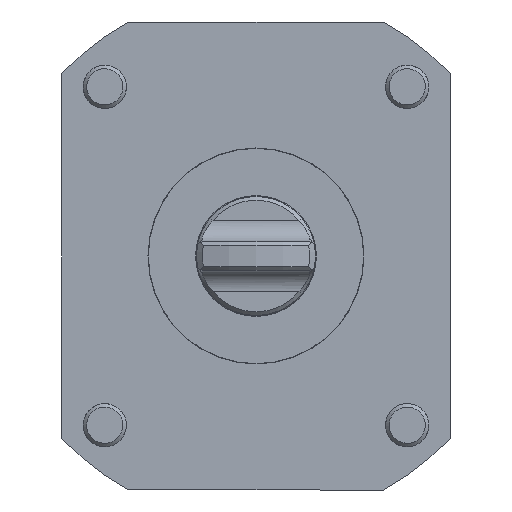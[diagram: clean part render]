
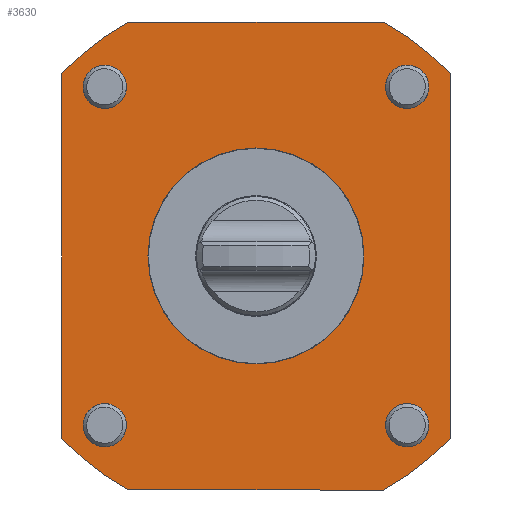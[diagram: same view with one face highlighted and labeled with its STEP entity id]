
A CAD part, front view. The second image highlights one B-rep face of the part: STEP entity #3630.
In plain terms, the highlighted planar face has unit normal (0, -1, 0).
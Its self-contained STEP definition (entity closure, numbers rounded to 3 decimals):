
#264 = ORIENTED_EDGE ( 'NONE', *, *, #8742, .T. ) ;
#344 = CARTESIAN_POINT ( 'NONE',  ( 0., 0., 0. ) ) ;
#493 = CARTESIAN_POINT ( 'NONE',  ( 0., 0., 0. ) ) ;
#761 = AXIS2_PLACEMENT_3D ( 'NONE', #24972, #23122, #23253 ) ;
#873 = CARTESIAN_POINT ( 'NONE',  ( 54., 0., 50.596 ) ) ;
#1072 = EDGE_CURVE ( 'NONE', #23063, #18259, #13798, .T. ) ;
#1183 = VECTOR ( 'NONE', #14951, 1000. ) ;
#1215 = ORIENTED_EDGE ( 'NONE', *, *, #12715, .F. ) ;
#1230 = DIRECTION ( 'NONE',  ( 0., -1., 0. ) ) ;
#1462 = VERTEX_POINT ( 'NONE', #18071 ) ;
#1483 = EDGE_CURVE ( 'NONE', #2374, #2374, #19492, .T. ) ;
#1544 = EDGE_CURVE ( 'NONE', #22573, #23063, #19072, .T. ) ;
#1579 = CARTESIAN_POINT ( 'NONE',  ( 0., 0., 65. ) ) ;
#1721 = VERTEX_POINT ( 'NONE', #23241 ) ;
#1946 = DIRECTION ( 'NONE',  ( 0., -1., 0. ) ) ;
#2201 = DIRECTION ( 'NONE',  ( 0., -1., 0. ) ) ;
#2368 = VERTEX_POINT ( 'NONE', #15119 ) ;
#2374 = VERTEX_POINT ( 'NONE', #4296 ) ;
#3039 = ORIENTED_EDGE ( 'NONE', *, *, #21065, .F. ) ;
#3041 = DIRECTION ( 'NONE',  ( 0., 0., 1. ) ) ;
#3244 = CIRCLE ( 'NONE', #7767, 74. ) ;
#3444 = FACE_BOUND ( 'NONE', #4723, .T. ) ;
#3446 = ORIENTED_EDGE ( 'NONE', *, *, #1483, .T. ) ;
#3630 = ADVANCED_FACE ( 'Defeature completata1_4', ( #25218, #3444, #9726, #11275, #19053, #5740 ), #19305, .T. ) ;
#3777 = DIRECTION ( 'NONE',  ( 1., 0., 0. ) ) ;
#4213 = CARTESIAN_POINT ( 'NONE',  ( -54., 0., 0. ) ) ;
#4296 = CARTESIAN_POINT ( 'NONE',  ( -29.935, 0., 0. ) ) ;
#4723 = EDGE_LOOP ( 'NONE', ( #1215 ) ) ;
#5110 = EDGE_CURVE ( 'NONE', #2368, #16726, #9079, .T. ) ;
#5147 = DIRECTION ( 'NONE',  ( 1., 0., 0. ) ) ;
#5422 = DIRECTION ( 'NONE',  ( 1., 0., 0. ) ) ;
#5587 = CARTESIAN_POINT ( 'NONE',  ( 54., 0., 0. ) ) ;
#5593 = DIRECTION ( 'NONE',  ( 0., 0., 1. ) ) ;
#5740 = FACE_BOUND ( 'NONE', #6465, .T. ) ;
#5947 = DIRECTION ( 'NONE',  ( 0., 0., 1. ) ) ;
#6068 = DIRECTION ( 'NONE',  ( 0., 0., 1. ) ) ;
#6136 = EDGE_CURVE ( 'NONE', #20025, #20025, #7823, .T. ) ;
#6182 = CIRCLE ( 'NONE', #9504, 6. ) ;
#6374 = ORIENTED_EDGE ( 'NONE', *, *, #22244, .T. ) ;
#6465 = EDGE_LOOP ( 'NONE', ( #3446 ) ) ;
#6785 = AXIS2_PLACEMENT_3D ( 'NONE', #344, #24424, #3041 ) ;
#6941 = DIRECTION ( 'NONE',  ( 1., 0., 0. ) ) ;
#7083 = EDGE_LOOP ( 'NONE', ( #21598 ) ) ;
#7512 = CARTESIAN_POINT ( 'NONE',  ( 42., 0., -47. ) ) ;
#7767 = AXIS2_PLACEMENT_3D ( 'NONE', #11715, #1946, #5947 ) ;
#7823 = CIRCLE ( 'NONE', #22086, 6. ) ;
#8256 = CARTESIAN_POINT ( 'NONE',  ( 0., 0., 0. ) ) ;
#8629 = CIRCLE ( 'NONE', #13509, 6. ) ;
#8730 = CARTESIAN_POINT ( 'NONE',  ( -42., 0., 47. ) ) ;
#8742 = EDGE_CURVE ( 'NONE', #2368, #12251, #23466, .T. ) ;
#8940 = CARTESIAN_POINT ( 'NONE',  ( 48., 0., 47. ) ) ;
#9079 = LINE ( 'NONE', #1579, #1183 ) ;
#9202 = EDGE_CURVE ( 'NONE', #18259, #16726, #17391, .T. ) ;
#9504 = AXIS2_PLACEMENT_3D ( 'NONE', #17616, #14189, #21823 ) ;
#9673 = ORIENTED_EDGE ( 'NONE', *, *, #5110, .F. ) ;
#9726 = FACE_BOUND ( 'NONE', #7083, .T. ) ;
#10452 = CARTESIAN_POINT ( 'NONE',  ( 54., 0., -50.596 ) ) ;
#10532 = ORIENTED_EDGE ( 'NONE', *, *, #9202, .T. ) ;
#10774 = CARTESIAN_POINT ( 'NONE',  ( 0., 0., -65. ) ) ;
#10852 = VERTEX_POINT ( 'NONE', #10975 ) ;
#10975 = CARTESIAN_POINT ( 'NONE',  ( -36., 0., -47. ) ) ;
#11275 = FACE_BOUND ( 'NONE', #25197, .T. ) ;
#11715 = CARTESIAN_POINT ( 'NONE',  ( 0., 0., 0. ) ) ;
#11804 = EDGE_LOOP ( 'NONE', ( #10532, #9673, #264, #23867, #21870, #6374, #12085, #21506 ) ) ;
#12085 = ORIENTED_EDGE ( 'NONE', *, *, #1544, .T. ) ;
#12251 = VERTEX_POINT ( 'NONE', #23509 ) ;
#12715 = EDGE_CURVE ( 'NONE', #10852, #10852, #22698, .T. ) ;
#12820 = LINE ( 'NONE', #10774, #14366 ) ;
#12896 = VERTEX_POINT ( 'NONE', #20644 ) ;
#13016 = CARTESIAN_POINT ( 'NONE',  ( 35.369, 0., 65. ) ) ;
#13509 = AXIS2_PLACEMENT_3D ( 'NONE', #8730, #24305, #3777 ) ;
#13743 = VECTOR ( 'NONE', #25333, 1000. ) ;
#13798 = LINE ( 'NONE', #5587, #13743 ) ;
#13887 = CARTESIAN_POINT ( 'NONE',  ( 0., 0., 0. ) ) ;
#14189 = DIRECTION ( 'NONE',  ( 0., -1., 0. ) ) ;
#14361 = DIRECTION ( 'NONE',  ( 0., 0., 1. ) ) ;
#14366 = VECTOR ( 'NONE', #6941, 1000. ) ;
#14517 = DIRECTION ( 'NONE',  ( 0., -1., 0. ) ) ;
#14774 = CARTESIAN_POINT ( 'NONE',  ( -42., 0., -47. ) ) ;
#14951 = DIRECTION ( 'NONE',  ( 1., 0., 0. ) ) ;
#15119 = CARTESIAN_POINT ( 'NONE',  ( -35.369, 0., 65. ) ) ;
#15368 = EDGE_CURVE ( 'NONE', #1721, #1462, #3244, .T. ) ;
#16149 = DIRECTION ( 'NONE',  ( -1., 0., 0. ) ) ;
#16152 = EDGE_CURVE ( 'NONE', #22081, #22081, #6182, .T. ) ;
#16512 = LINE ( 'NONE', #4213, #24978 ) ;
#16726 = VERTEX_POINT ( 'NONE', #13016 ) ;
#17196 = DIRECTION ( 'NONE',  ( 0., -1., 0. ) ) ;
#17314 = EDGE_LOOP ( 'NONE', ( #3039 ) ) ;
#17325 = ORIENTED_EDGE ( 'NONE', *, *, #16152, .F. ) ;
#17391 = CIRCLE ( 'NONE', #18248, 74. ) ;
#17616 = CARTESIAN_POINT ( 'NONE',  ( 42., 0., 47. ) ) ;
#18071 = CARTESIAN_POINT ( 'NONE',  ( -35.369, 0., -65. ) ) ;
#18248 = AXIS2_PLACEMENT_3D ( 'NONE', #13887, #2201, #6068 ) ;
#18259 = VERTEX_POINT ( 'NONE', #873 ) ;
#19053 = FACE_BOUND ( 'NONE', #17314, .T. ) ;
#19072 = CIRCLE ( 'NONE', #22344, 74. ) ;
#19305 = PLANE ( 'NONE',  #761 ) ;
#19492 = CIRCLE ( 'NONE', #21510, 29.935 ) ;
#20025 = VERTEX_POINT ( 'NONE', #23874 ) ;
#20251 = AXIS2_PLACEMENT_3D ( 'NONE', #14774, #14517, #5147 ) ;
#20564 = DIRECTION ( 'NONE',  ( 0., 1., 0. ) ) ;
#20644 = CARTESIAN_POINT ( 'NONE',  ( -36., 0., 47. ) ) ;
#21065 = EDGE_CURVE ( 'NONE', #12896, #12896, #8629, .T. ) ;
#21506 = ORIENTED_EDGE ( 'NONE', *, *, #1072, .T. ) ;
#21510 = AXIS2_PLACEMENT_3D ( 'NONE', #493, #20564, #16149 ) ;
#21598 = ORIENTED_EDGE ( 'NONE', *, *, #6136, .F. ) ;
#21823 = DIRECTION ( 'NONE',  ( 1., 0., 0. ) ) ;
#21870 = ORIENTED_EDGE ( 'NONE', *, *, #15368, .T. ) ;
#22081 = VERTEX_POINT ( 'NONE', #8940 ) ;
#22086 = AXIS2_PLACEMENT_3D ( 'NONE', #7512, #17196, #5422 ) ;
#22120 = EDGE_CURVE ( 'NONE', #1721, #12251, #16512, .T. ) ;
#22244 = EDGE_CURVE ( 'NONE', #1462, #22573, #12820, .T. ) ;
#22344 = AXIS2_PLACEMENT_3D ( 'NONE', #8256, #1230, #5593 ) ;
#22573 = VERTEX_POINT ( 'NONE', #23848 ) ;
#22698 = CIRCLE ( 'NONE', #20251, 6. ) ;
#23063 = VERTEX_POINT ( 'NONE', #10452 ) ;
#23122 = DIRECTION ( 'NONE',  ( 0., -1., 0. ) ) ;
#23241 = CARTESIAN_POINT ( 'NONE',  ( -54., 0., -50.596 ) ) ;
#23253 = DIRECTION ( 'NONE',  ( 0., 0., 1. ) ) ;
#23466 = CIRCLE ( 'NONE', #6785, 74. ) ;
#23509 = CARTESIAN_POINT ( 'NONE',  ( -54., 0., 50.596 ) ) ;
#23848 = CARTESIAN_POINT ( 'NONE',  ( 35.369, 0., -65. ) ) ;
#23867 = ORIENTED_EDGE ( 'NONE', *, *, #22120, .F. ) ;
#23874 = CARTESIAN_POINT ( 'NONE',  ( 48., 0., -47. ) ) ;
#24305 = DIRECTION ( 'NONE',  ( 0., -1., 0. ) ) ;
#24424 = DIRECTION ( 'NONE',  ( 0., -1., 0. ) ) ;
#24972 = CARTESIAN_POINT ( 'NONE',  ( 0., 0., 0. ) ) ;
#24978 = VECTOR ( 'NONE', #14361, 1000. ) ;
#25197 = EDGE_LOOP ( 'NONE', ( #17325 ) ) ;
#25218 = FACE_OUTER_BOUND ( 'NONE', #11804, .T. ) ;
#25333 = DIRECTION ( 'NONE',  ( 0., 0., 1. ) ) ;
